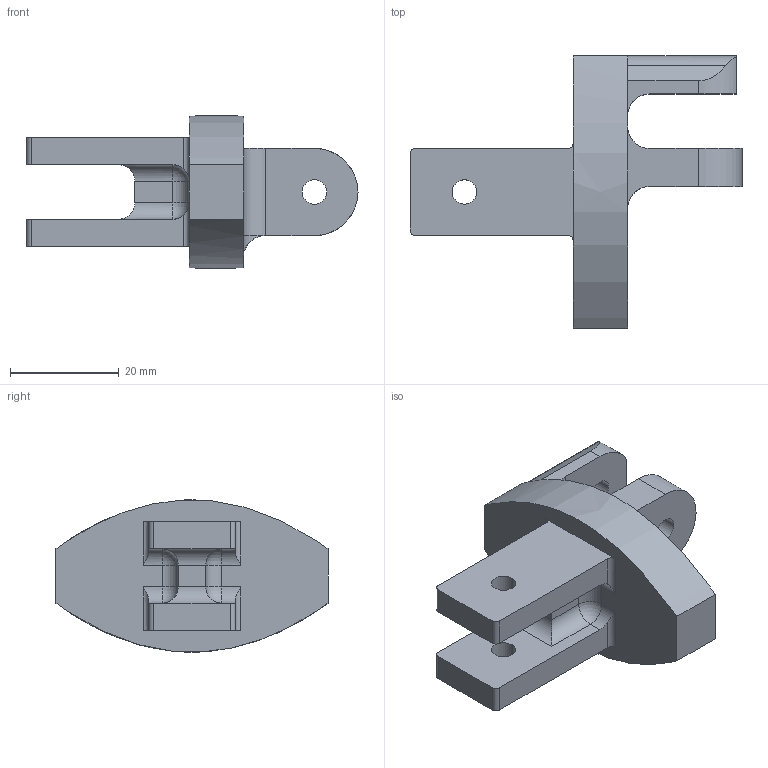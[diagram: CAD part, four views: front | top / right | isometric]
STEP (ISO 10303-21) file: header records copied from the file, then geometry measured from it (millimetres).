
FILE_DESCRIPTION(('CATIA V5 STEP Exchange'),'2;1');
FILE_NAME('MANCHON_BANNE_2.stp','2024-04-07T17:10:55+00:00',('none'),('none'),'CATIA Version 5 Release 20 GA (IN-10)','CATIA V5 STEP AP203','none');
FILE_SCHEMA(('CONFIG_CONTROL_DESIGN'));
Length unit declared in the file: millimetre
Products named in the file (1): MANCHON_BANNE
Bounding box: 61 x 50 x 28 mm (x, y, z)
Volume: 20300.9 mm3; surface area: 7756.9 mm2
Topology: 1 solids, 1 shells, 73 faces, 208 edges, 135 vertices
Faces by surface type: cylinder 37, plane 27, extrusion 5, sphere 4
Entity records: 2452 total; most frequent: CARTESIAN_POINT 645, ORIENTED_EDGE 408, DIRECTION 279, EDGE_CURVE 204, VERTEX_POINT 135, VECTOR 118, LINE 113, AXIS2_PLACEMENT_3D 110
